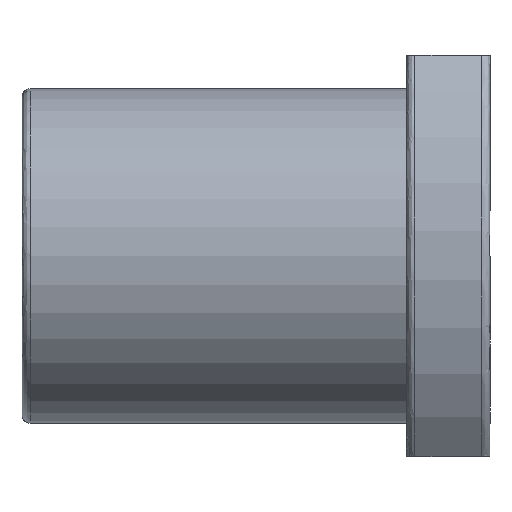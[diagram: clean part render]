
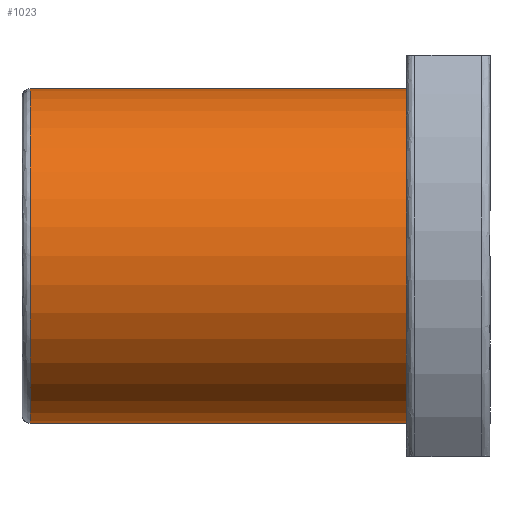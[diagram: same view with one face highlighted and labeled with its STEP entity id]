
A CAD part, top view. The second image highlights one B-rep face of the part: STEP entity #1023.
In plain terms, the highlighted cylindrical face has radius 10 mm (diameter 20 mm), a partial arc.
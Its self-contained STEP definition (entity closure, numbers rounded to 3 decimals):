
#43 = FACE_OUTER_BOUND ( 'NONE', #958, .T. ) ;
#51 = EDGE_CURVE ( 'NONE', #1201, #758, #869, .T. ) ;
#82 = CARTESIAN_POINT ( 'NONE',  ( -16., 0., 0. ) ) ;
#166 = DIRECTION ( 'NONE',  ( 0., 1., 0. ) ) ;
#204 = VERTEX_POINT ( 'NONE', #320 ) ;
#254 = EDGE_CURVE ( 'NONE', #204, #707, #1300, .T. ) ;
#276 = DIRECTION ( 'NONE',  ( 1., 0., 0. ) ) ;
#320 = CARTESIAN_POINT ( 'NONE',  ( -38.5, -10., 0. ) ) ;
#368 = CARTESIAN_POINT ( 'NONE',  ( -52., 0., 0. ) ) ;
#381 = CARTESIAN_POINT ( 'NONE',  ( -38.5, 0., 0. ) ) ;
#404 = EDGE_CURVE ( 'NONE', #707, #758, #1112, .T. ) ;
#518 = ORIENTED_EDGE ( 'NONE', *, *, #1267, .T. ) ;
#545 = VECTOR ( 'NONE', #1082, 1000. ) ;
#574 = DIRECTION ( 'NONE',  ( 0., 1., 0. ) ) ;
#600 = ORIENTED_EDGE ( 'NONE', *, *, #254, .T. ) ;
#623 = CARTESIAN_POINT ( 'NONE',  ( -16., 10., 0. ) ) ;
#704 = DIRECTION ( 'NONE',  ( 1., 0., 0. ) ) ;
#707 = VERTEX_POINT ( 'NONE', #1128 ) ;
#758 = VERTEX_POINT ( 'NONE', #623 ) ;
#774 = DIRECTION ( 'NONE',  ( 1., 0., 0. ) ) ;
#849 = DIRECTION ( 'NONE',  ( 0., 1., 0. ) ) ;
#869 = LINE ( 'NONE', #1000, #1301 ) ;
#873 = AXIS2_PLACEMENT_3D ( 'NONE', #381, #774, #574 ) ;
#881 = CARTESIAN_POINT ( 'NONE',  ( -38.5, 10., 0. ) ) ;
#912 = AXIS2_PLACEMENT_3D ( 'NONE', #82, #1526, #166 ) ;
#927 = CIRCLE ( 'NONE', #873, 10. ) ;
#958 = EDGE_LOOP ( 'NONE', ( #518, #600, #1312, #1311 ) ) ;
#1000 = CARTESIAN_POINT ( 'NONE',  ( -52., 10., 0. ) ) ;
#1012 = CYLINDRICAL_SURFACE ( 'NONE', #1018, 10. ) ;
#1018 = AXIS2_PLACEMENT_3D ( 'NONE', #368, #704, #849 ) ;
#1023 = ADVANCED_FACE ( 'NONE', ( #43 ), #1012, .T. ) ;
#1082 = DIRECTION ( 'NONE',  ( 1., 0., 0. ) ) ;
#1112 = CIRCLE ( 'NONE', #912, 10. ) ;
#1128 = CARTESIAN_POINT ( 'NONE',  ( -16., -10., 0. ) ) ;
#1201 = VERTEX_POINT ( 'NONE', #881 ) ;
#1267 = EDGE_CURVE ( 'NONE', #1201, #204, #927, .T. ) ;
#1300 = LINE ( 'NONE', #1435, #545 ) ;
#1301 = VECTOR ( 'NONE', #276, 1000. ) ;
#1311 = ORIENTED_EDGE ( 'NONE', *, *, #51, .F. ) ;
#1312 = ORIENTED_EDGE ( 'NONE', *, *, #404, .T. ) ;
#1435 = CARTESIAN_POINT ( 'NONE',  ( -52., -10., 0. ) ) ;
#1526 = DIRECTION ( 'NONE',  ( -1., 0., 0. ) ) ;
